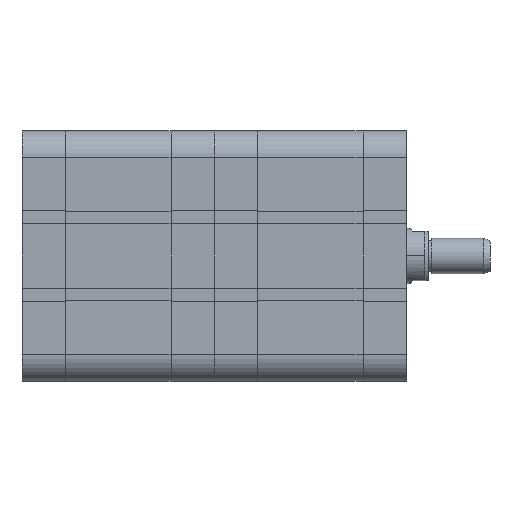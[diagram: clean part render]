
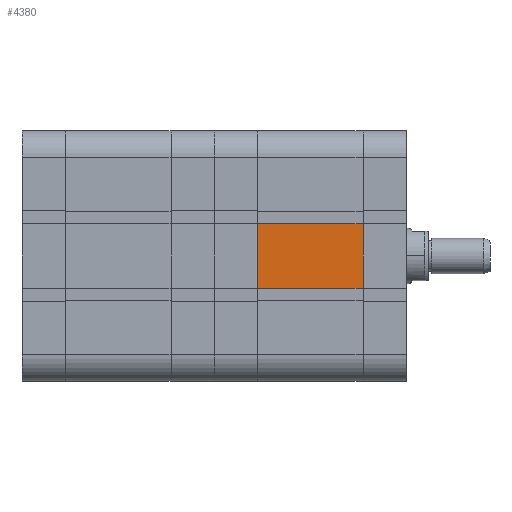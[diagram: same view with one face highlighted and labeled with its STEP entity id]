
A CAD part, front view. The second image highlights one B-rep face of the part: STEP entity #4380.
In plain terms, the highlighted planar face has unit normal (0, -1, 0).
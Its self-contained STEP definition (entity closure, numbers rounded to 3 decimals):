
#961 = LINE ( 'NONE', #1128, #25761 ) ;
#1128 = CARTESIAN_POINT ( 'NONE',  ( 0., -56.75, -56.75 ) ) ;
#1568 = EDGE_CURVE ( 'NONE', #33576, #26888, #20142, .T. ) ;
#2788 = DIRECTION ( 'NONE',  ( 0., 0., 1. ) ) ;
#3262 = ORIENTED_EDGE ( 'NONE', *, *, #1568, .F. ) ;
#3401 = EDGE_CURVE ( 'NONE', #33576, #6276, #33767, .T. ) ;
#4380 = ADVANCED_FACE ( 'NONE', ( #14765 ), #19299, .F. ) ;
#4802 = CARTESIAN_POINT ( 'NONE',  ( 0., -56.75, 14.7 ) ) ;
#6276 = VERTEX_POINT ( 'NONE', #4802 ) ;
#7091 = CARTESIAN_POINT ( 'NONE',  ( 0., -56.75, -14.7 ) ) ;
#7387 = EDGE_CURVE ( 'NONE', #26888, #31248, #26239, .T. ) ;
#8850 = DIRECTION ( 'NONE',  ( 0., 0., -1. ) ) ;
#9200 = CARTESIAN_POINT ( 'NONE',  ( 48., -56.75, -56.75 ) ) ;
#9960 = EDGE_LOOP ( 'NONE', ( #34236, #25622, #12051, #3262 ) ) ;
#12051 = ORIENTED_EDGE ( 'NONE', *, *, #7387, .F. ) ;
#14765 = FACE_OUTER_BOUND ( 'NONE', #9960, .T. ) ;
#18106 = VECTOR ( 'NONE', #28045, 1000. ) ;
#19195 = CARTESIAN_POINT ( 'NONE',  ( 48., -56.75, 14.7 ) ) ;
#19299 = PLANE ( 'NONE',  #27869 ) ;
#20142 = LINE ( 'NONE', #9200, #23690 ) ;
#21032 = CARTESIAN_POINT ( 'NONE',  ( 48.001, -56.75, -14.7 ) ) ;
#23690 = VECTOR ( 'NONE', #26249, 1000. ) ;
#25509 = CARTESIAN_POINT ( 'NONE',  ( 48.001, -56.75, 14.7 ) ) ;
#25622 = ORIENTED_EDGE ( 'NONE', *, *, #28990, .T. ) ;
#25761 = VECTOR ( 'NONE', #8850, 1000. ) ;
#25872 = DIRECTION ( 'NONE',  ( 0., 1., 0. ) ) ;
#26239 = LINE ( 'NONE', #21032, #34065 ) ;
#26249 = DIRECTION ( 'NONE',  ( 0., 0., -1. ) ) ;
#26888 = VERTEX_POINT ( 'NONE', #28994 ) ;
#27556 = CARTESIAN_POINT ( 'NONE',  ( 48., -56.75, -56.75 ) ) ;
#27869 = AXIS2_PLACEMENT_3D ( 'NONE', #27556, #25872, #2788 ) ;
#28045 = DIRECTION ( 'NONE',  ( -1., 0., 0. ) ) ;
#28990 = EDGE_CURVE ( 'NONE', #6276, #31248, #961, .T. ) ;
#28994 = CARTESIAN_POINT ( 'NONE',  ( 48., -56.75, -14.7 ) ) ;
#31248 = VERTEX_POINT ( 'NONE', #7091 ) ;
#31445 = DIRECTION ( 'NONE',  ( -1., 0., 0. ) ) ;
#33576 = VERTEX_POINT ( 'NONE', #19195 ) ;
#33767 = LINE ( 'NONE', #25509, #18106 ) ;
#34065 = VECTOR ( 'NONE', #31445, 1000. ) ;
#34236 = ORIENTED_EDGE ( 'NONE', *, *, #3401, .T. ) ;
